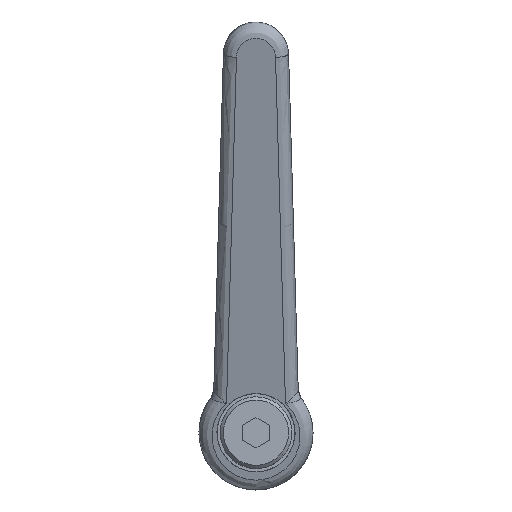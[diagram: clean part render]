
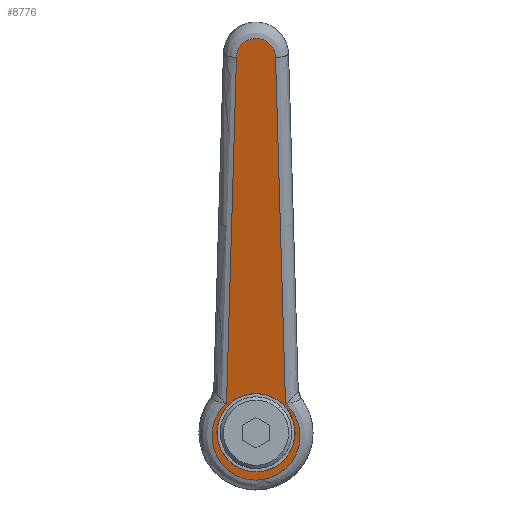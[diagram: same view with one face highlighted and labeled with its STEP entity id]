
A CAD part, top view. The second image highlights one B-rep face of the part: STEP entity #8776.
In plain terms, the highlighted free-form (B-spline) face has degree [1, 1] with [2, 2] control points.
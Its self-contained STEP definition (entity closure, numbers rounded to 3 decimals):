
#1877=CARTESIAN_POINT('',(4.424,4.054,30.087));
#1878=VERTEX_POINT('',#1877);
#1884=CARTESIAN_POINT('',(-6.,0.0,27.327));
#1885=VERTEX_POINT('',#1884);
#1886=CARTESIAN_POINT('',(4.424,4.054,30.087));
#1887=CARTESIAN_POINT('',(2.64,6.,29.615));
#1888=CARTESIAN_POINT('',(0.,6.0,28.916));
#1889=CARTESIAN_POINT('',(-6.,6.0,27.327));
#1890=CARTESIAN_POINT('',(-6.,0.0,27.327));
#1898=(BOUNDED_CURVE()B_SPLINE_CURVE(2,(#1886,#1887,#1888,#1889,#1890),.UNSPECIFIED.,.F.,.U.)B_SPLINE_CURVE_WITH_KNOTS((3,2,3),(0.618,0.75,1.0),.UNSPECIFIED.)CURVE()GEOMETRIC_REPRESENTATION_ITEM()RATIONAL_B_SPLINE_CURVE((0.854,0.846,1.0,0.707,1.0))REPRESENTATION_ITEM(''));
#1899=EDGE_CURVE('',#1878,#1885,#1898,.T.);
#1901=CARTESIAN_POINT('',(4.3,-4.185,30.054));
#1902=VERTEX_POINT('',#1901);
#1903=CARTESIAN_POINT('',(-6.,0.0,27.327));
#1904=CARTESIAN_POINT('',(-6.,-6.,27.327));
#1905=CARTESIAN_POINT('',(0.,-6.,28.916));
#1906=CARTESIAN_POINT('',(2.533,-6.,29.586));
#1907=CARTESIAN_POINT('',(4.3,-4.185,30.054));
#1915=(BOUNDED_CURVE()B_SPLINE_CURVE(2,(#1903,#1904,#1905,#1906,#1907),.UNSPECIFIED.,.F.,.U.)B_SPLINE_CURVE_WITH_KNOTS((3,2,3),(0.0,0.25,0.377),.UNSPECIFIED.)CURVE()GEOMETRIC_REPRESENTATION_ITEM()RATIONAL_B_SPLINE_CURVE((1.0,0.707,1.0,0.851,0.854))REPRESENTATION_ITEM(''));
#1916=EDGE_CURVE('',#1885,#1902,#1915,.T.);
#1953=CARTESIAN_POINT('',(6.,0.,30.504));
#1954=VERTEX_POINT('',#1953);
#1955=CARTESIAN_POINT('',(4.3,-4.185,30.054));
#1956=CARTESIAN_POINT('',(6.,-2.438,30.504));
#1957=CARTESIAN_POINT('',(6.,0.,30.504));
#1965=(BOUNDED_CURVE()B_SPLINE_CURVE(2,(#1955,#1956,#1957),.UNSPECIFIED.,.F.,.U.)B_SPLINE_CURVE_WITH_KNOTS((3,3),(0.377,0.5),.UNSPECIFIED.)CURVE()GEOMETRIC_REPRESENTATION_ITEM()RATIONAL_B_SPLINE_CURVE((0.854,0.856,1.0))REPRESENTATION_ITEM(''));
#1966=EDGE_CURVE('',#1902,#1954,#1965,.T.);
#1968=CARTESIAN_POINT('',(6.,0.,30.504));
#1969=CARTESIAN_POINT('',(6.,2.333,30.504));
#1970=CARTESIAN_POINT('',(4.424,4.054,30.087));
#1978=(BOUNDED_CURVE()B_SPLINE_CURVE(2,(#1968,#1969,#1970),.UNSPECIFIED.,.F.,.U.)B_SPLINE_CURVE_WITH_KNOTS((3,3),(0.5,0.618),.UNSPECIFIED.)CURVE()GEOMETRIC_REPRESENTATION_ITEM()RATIONAL_B_SPLINE_CURVE((1.0,0.861,0.854))REPRESENTATION_ITEM(''));
#1979=EDGE_CURVE('',#1954,#1878,#1978,.T.);
#5683=CARTESIAN_POINT('',(4.498,4.524,30.107));
#5684=VERTEX_POINT('',#5683);
#5926=CARTESIAN_POINT('',(4.498,-4.524,30.107));
#5927=VERTEX_POINT('',#5926);
#6039=CARTESIAN_POINT('',(57.574,-2.999,44.162));
#6040=VERTEX_POINT('',#6039);
#6041=CARTESIAN_POINT('',(4.498,-4.524,30.107));
#6042=CARTESIAN_POINT('',(57.574,-2.999,44.162));
#6043=QUASI_UNIFORM_CURVE('',1,(#6041,#6042),.UNSPECIFIED.,.F.,.U.);
#6044=EDGE_CURVE('',#5927,#6040,#6043,.T.);
#7669=CARTESIAN_POINT('',(4.498,4.524,30.107));
#7670=CARTESIAN_POINT('',(1.391,7.964,29.284));
#7671=CARTESIAN_POINT('',(-2.935,6.3,28.138));
#7672=CARTESIAN_POINT('',(-7.262,4.636,26.993));
#7673=CARTESIAN_POINT('',(-7.262,0.,26.993));
#7674=CARTESIAN_POINT('',(-7.262,-4.636,26.993));
#7675=CARTESIAN_POINT('',(-2.935,-6.3,28.138));
#7676=CARTESIAN_POINT('',(1.391,-7.964,29.284));
#7677=CARTESIAN_POINT('',(4.498,-4.524,30.107));
#7685=(BOUNDED_CURVE()B_SPLINE_CURVE(2,(#7669,#7670,#7671,#7672,#7673,#7674,#7675,#7676,#7677),.UNSPECIFIED.,.F.,.U.)B_SPLINE_CURVE_WITH_KNOTS((3,2,2,2,3),(0.0,0.25,0.5,0.75,1.0),.UNSPECIFIED.)CURVE()GEOMETRIC_REPRESENTATION_ITEM()RATIONAL_B_SPLINE_CURVE((1.0,0.824,1.0,0.824,1.0,0.824,1.0,0.824,1.0))REPRESENTATION_ITEM(''));
#7686=EDGE_CURVE('',#5684,#5927,#7685,.T.);
#8433=CARTESIAN_POINT('',(57.574,2.999,44.162));
#8434=VERTEX_POINT('',#8433);
#8447=CARTESIAN_POINT('',(57.574,-2.999,44.162));
#8448=CARTESIAN_POINT('',(60.488,-2.915,44.933));
#8449=CARTESIAN_POINT('',(60.488,0.,44.933));
#8450=CARTESIAN_POINT('',(60.488,2.915,44.933));
#8451=CARTESIAN_POINT('',(57.574,2.999,44.162));
#8459=(BOUNDED_CURVE()B_SPLINE_CURVE(2,(#8447,#8448,#8449,#8450,#8451),.UNSPECIFIED.,.F.,.U.)B_SPLINE_CURVE_WITH_KNOTS((3,2,3),(0.0,0.5,1.0),.UNSPECIFIED.)CURVE()GEOMETRIC_REPRESENTATION_ITEM()RATIONAL_B_SPLINE_CURVE((1.0,0.717,1.0,0.717,1.0))REPRESENTATION_ITEM(''));
#8460=EDGE_CURVE('',#6040,#8434,#8459,.T.);
#8501=CARTESIAN_POINT('',(57.574,2.999,44.162));
#8502=CARTESIAN_POINT('',(4.498,4.524,30.107));
#8503=QUASI_UNIFORM_CURVE('',1,(#8501,#8502),.UNSPECIFIED.,.F.,.U.);
#8504=EDGE_CURVE('',#8434,#5684,#8503,.T.);
#8759=CARTESIAN_POINT('',(63.872,-7.419,45.83));
#8760=CARTESIAN_POINT('',(-10.646,-7.419,26.096));
#8761=CARTESIAN_POINT('',(63.872,7.419,45.83));
#8762=CARTESIAN_POINT('',(-10.646,7.419,26.096));
#8763=B_SPLINE_SURFACE_WITH_KNOTS('',1,1,((#8759,#8761),(#8760,#8762)),.UNSPECIFIED.,.F.,.F.,.U.,(2,2),(2,2),(0.0,77.087),(0.0,14.837),.UNSPECIFIED.);
#8764=ORIENTED_EDGE('',*,*,#7686,.T.);
#8765=ORIENTED_EDGE('',*,*,#6044,.T.);
#8766=ORIENTED_EDGE('',*,*,#8460,.T.);
#8767=ORIENTED_EDGE('',*,*,#8504,.T.);
#8768=EDGE_LOOP('',(#8764,#8765,#8766,#8767));
#8769=FACE_OUTER_BOUND('',#8768,.T.);
#8770=ORIENTED_EDGE('',*,*,#1979,.F.);
#8771=ORIENTED_EDGE('',*,*,#1966,.F.);
#8772=ORIENTED_EDGE('',*,*,#1916,.F.);
#8773=ORIENTED_EDGE('',*,*,#1899,.F.);
#8774=EDGE_LOOP('',(#8770,#8771,#8772,#8773));
#8775=FACE_BOUND('',#8774,.T.);
#8776=ADVANCED_FACE('',(#8769,#8775),#8763,.F.);
